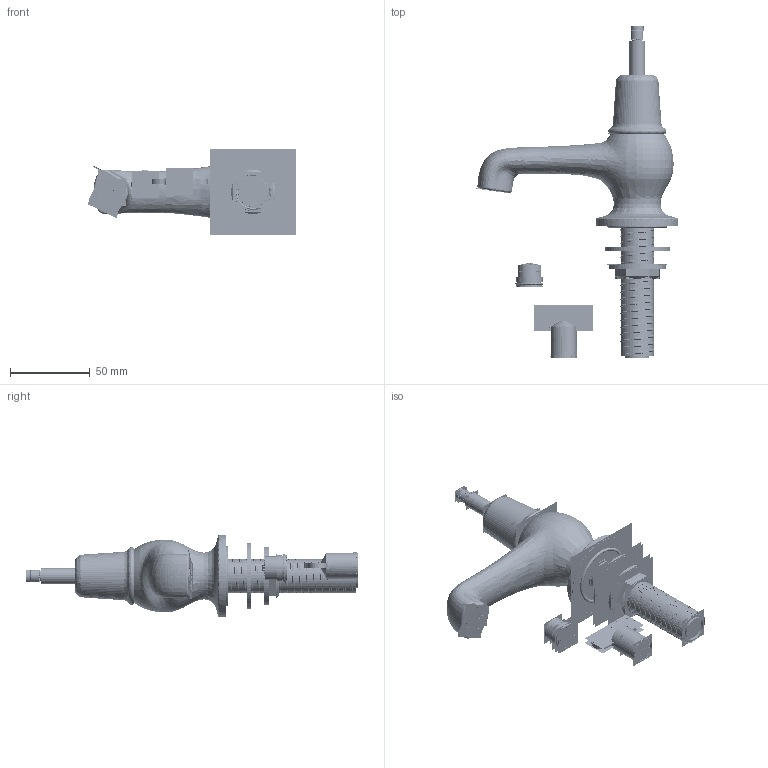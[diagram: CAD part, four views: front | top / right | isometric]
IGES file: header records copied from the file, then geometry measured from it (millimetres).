
Start section:  PTC IGES file: t5-0_asm.igs
Global section: file name: t5-0_asm.igs; native system: Pro/ENGINEER by Parametric Technology Corporation; preprocessor: 2010280; author: Administrator; organization: Unknown; date: 20140812.100157; units: millimetre
Bounding box: 130.65 x 208.32 x 53.83 mm (x, y, z)
Volume: 46707.1 mm3; surface area: 838614.7 mm2
Topology: 16 solids, 24 shells, 3864 faces, 20287 edges, 25659 vertices
Faces by surface type: bspline 2516, revolution 1348
